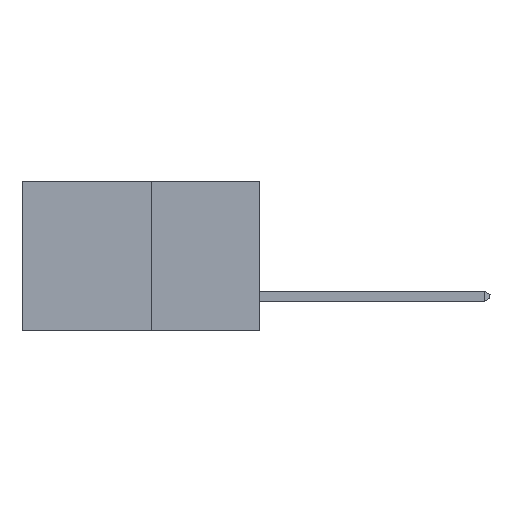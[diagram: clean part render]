
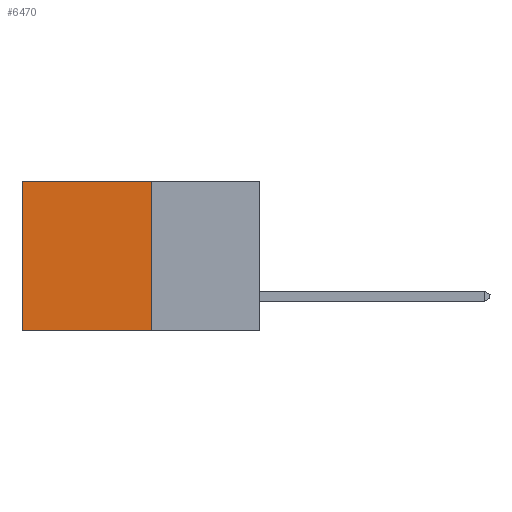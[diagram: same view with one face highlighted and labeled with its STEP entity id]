
A CAD part, left-side view. The second image highlights one B-rep face of the part: STEP entity #6470.
In plain terms, the highlighted planar face has unit normal (-1, 0, 0).
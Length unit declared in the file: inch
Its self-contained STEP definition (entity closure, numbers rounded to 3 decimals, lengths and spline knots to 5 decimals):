
#194 = PLANE ( 'NONE',  #4808 ) ;
#277 = ORIENTED_EDGE ( 'NONE', *, *, #5697, .F. ) ;
#306 = FACE_OUTER_BOUND ( 'NONE', #7514, .T. ) ;
#543 = CARTESIAN_POINT ( 'NONE',  ( 0.277, 0.59, -0.37 ) ) ;
#575 = CARTESIAN_POINT ( 'NONE',  ( 0.277, 0.27, 0. ) ) ;
#752 = ORIENTED_EDGE ( 'NONE', *, *, #3536, .F. ) ;
#848 = DIRECTION ( 'NONE',  ( 0., 1., 0. ) ) ;
#1389 = CARTESIAN_POINT ( 'NONE',  ( 0.277, 0.27, -0.37 ) ) ;
#1658 = VECTOR ( 'NONE', #2976, 39.37008 ) ;
#1699 = ORIENTED_EDGE ( 'NONE', *, *, #8239, .T. ) ;
#1801 = DIRECTION ( 'NONE',  ( 1., 0., 0. ) ) ;
#2115 = DIRECTION ( 'NONE',  ( 0., 0., -1. ) ) ;
#2184 = CARTESIAN_POINT ( 'NONE',  ( 0.277, 0.59, 0. ) ) ;
#2906 = CARTESIAN_POINT ( 'NONE',  ( 0.277, 0.27, -0.37 ) ) ;
#2976 = DIRECTION ( 'NONE',  ( 0., 1., 0. ) ) ;
#3035 = VERTEX_POINT ( 'NONE', #2906 ) ;
#3473 = LINE ( 'NONE', #6375, #9413 ) ;
#3536 = EDGE_CURVE ( 'NONE', #4605, #3035, #4252, .T. ) ;
#3579 = EDGE_CURVE ( 'NONE', #3582, #3725, #7687, .T. ) ;
#3582 = VERTEX_POINT ( 'NONE', #2184 ) ;
#3725 = VERTEX_POINT ( 'NONE', #6701 ) ;
#4054 = LINE ( 'NONE', #575, #1658 ) ;
#4252 = LINE ( 'NONE', #1389, #9956 ) ;
#4605 = VERTEX_POINT ( 'NONE', #6617 ) ;
#4808 = AXIS2_PLACEMENT_3D ( 'NONE', #6542, #1801, #7324 ) ;
#5697 = EDGE_CURVE ( 'NONE', #3035, #3725, #3473, .T. ) ;
#6167 = DIRECTION ( 'NONE',  ( 0., 0., -1. ) ) ;
#6188 = ORIENTED_EDGE ( 'NONE', *, *, #3579, .T. ) ;
#6375 = CARTESIAN_POINT ( 'NONE',  ( 0.277, 0.27, -0.37 ) ) ;
#6470 = ADVANCED_FACE ( 'NONE', ( #306 ), #194, .F. ) ;
#6542 = CARTESIAN_POINT ( 'NONE',  ( 0.277, 0.27, -0.37 ) ) ;
#6617 = CARTESIAN_POINT ( 'NONE',  ( 0.277, 0.27, 0. ) ) ;
#6701 = CARTESIAN_POINT ( 'NONE',  ( 0.277, 0.59, -0.37 ) ) ;
#7324 = DIRECTION ( 'NONE',  ( 0., 0., -1. ) ) ;
#7514 = EDGE_LOOP ( 'NONE', ( #6188, #277, #752, #1699 ) ) ;
#7687 = LINE ( 'NONE', #543, #9466 ) ;
#8239 = EDGE_CURVE ( 'NONE', #4605, #3582, #4054, .T. ) ;
#9413 = VECTOR ( 'NONE', #848, 39.37008 ) ;
#9466 = VECTOR ( 'NONE', #2115, 39.37008 ) ;
#9956 = VECTOR ( 'NONE', #6167, 39.37008 ) ;
